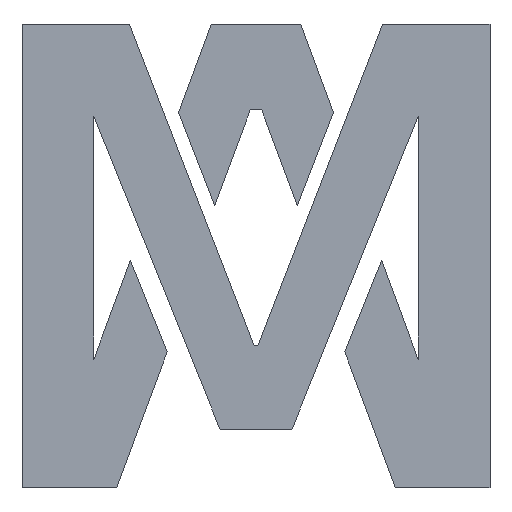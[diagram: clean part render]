
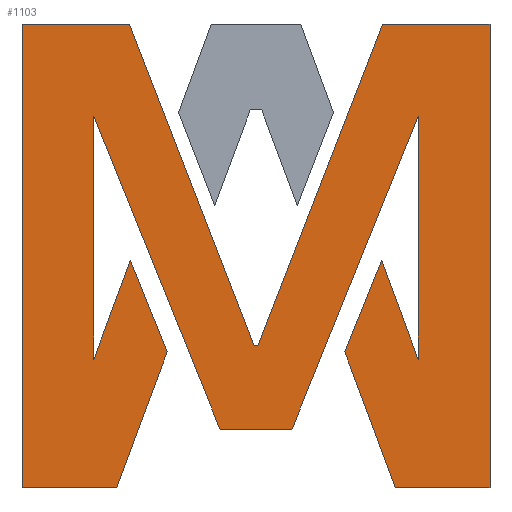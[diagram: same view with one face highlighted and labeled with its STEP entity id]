
A CAD part, front view. The second image highlights one B-rep face of the part: STEP entity #1103.
In plain terms, the highlighted planar face has unit normal (0, -1, 0).
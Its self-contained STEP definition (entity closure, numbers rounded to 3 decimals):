
#35=FACE_OUTER_BOUND('',#99,.T.);
#99=EDGE_LOOP('',(#789,#790,#791,#792,#793,#794,#795,#796,#797,#798,#799,
#800,#801,#802,#803,#804,#805,#806,#807,#808));
#185=LINE('',#1600,#341);
#186=LINE('',#1602,#342);
#187=LINE('',#1604,#343);
#188=LINE('',#1606,#344);
#189=LINE('',#1608,#345);
#190=LINE('',#1610,#346);
#191=LINE('',#1612,#347);
#192=LINE('',#1614,#348);
#193=LINE('',#1616,#349);
#194=LINE('',#1618,#350);
#195=LINE('',#1620,#351);
#196=LINE('',#1622,#352);
#197=LINE('',#1624,#353);
#198=LINE('',#1626,#354);
#199=LINE('',#1628,#355);
#200=LINE('',#1630,#356);
#201=LINE('',#1632,#357);
#202=LINE('',#1634,#358);
#203=LINE('',#1636,#359);
#204=LINE('',#1637,#360);
#341=VECTOR('',#1308,14.529);
#342=VECTOR('',#1309,0.16);
#343=VECTOR('',#1310,14.529);
#344=VECTOR('',#1311,4.524);
#345=VECTOR('',#1312,19.522);
#346=VECTOR('',#1313,3.985);
#347=VECTOR('',#1314,6.104);
#348=VECTOR('',#1315,4.144);
#349=VECTOR('',#1316,4.419);
#350=VECTOR('',#1317,10.227);
#351=VECTOR('',#1318,14.203);
#352=VECTOR('',#1319,3.03);
#353=VECTOR('',#1320,14.203);
#354=VECTOR('',#1321,10.227);
#355=VECTOR('',#1322,4.419);
#356=VECTOR('',#1323,4.144);
#357=VECTOR('',#1324,6.104);
#358=VECTOR('',#1325,3.985);
#359=VECTOR('',#1326,19.522);
#360=VECTOR('',#1327,4.524);
#481=VERTEX_POINT('',#1598);
#482=VERTEX_POINT('',#1599);
#483=VERTEX_POINT('',#1601);
#484=VERTEX_POINT('',#1603);
#485=VERTEX_POINT('',#1605);
#486=VERTEX_POINT('',#1607);
#487=VERTEX_POINT('',#1609);
#488=VERTEX_POINT('',#1611);
#489=VERTEX_POINT('',#1613);
#490=VERTEX_POINT('',#1615);
#491=VERTEX_POINT('',#1617);
#492=VERTEX_POINT('',#1619);
#493=VERTEX_POINT('',#1621);
#494=VERTEX_POINT('',#1623);
#495=VERTEX_POINT('',#1625);
#496=VERTEX_POINT('',#1627);
#497=VERTEX_POINT('',#1629);
#498=VERTEX_POINT('',#1631);
#499=VERTEX_POINT('',#1633);
#500=VERTEX_POINT('',#1635);
#593=EDGE_CURVE('',#481,#482,#185,.T.);
#594=EDGE_CURVE('',#483,#481,#186,.T.);
#595=EDGE_CURVE('',#484,#483,#187,.T.);
#596=EDGE_CURVE('',#485,#484,#188,.T.);
#597=EDGE_CURVE('',#486,#485,#189,.T.);
#598=EDGE_CURVE('',#487,#486,#190,.T.);
#599=EDGE_CURVE('',#488,#487,#191,.T.);
#600=EDGE_CURVE('',#489,#488,#192,.T.);
#601=EDGE_CURVE('',#490,#489,#193,.T.);
#602=EDGE_CURVE('',#491,#490,#194,.T.);
#603=EDGE_CURVE('',#492,#491,#195,.T.);
#604=EDGE_CURVE('',#493,#492,#196,.T.);
#605=EDGE_CURVE('',#494,#493,#197,.T.);
#606=EDGE_CURVE('',#495,#494,#198,.T.);
#607=EDGE_CURVE('',#496,#495,#199,.T.);
#608=EDGE_CURVE('',#497,#496,#200,.T.);
#609=EDGE_CURVE('',#498,#497,#201,.T.);
#610=EDGE_CURVE('',#499,#498,#202,.T.);
#611=EDGE_CURVE('',#500,#499,#203,.T.);
#612=EDGE_CURVE('',#482,#500,#204,.T.);
#789=ORIENTED_EDGE('',*,*,#593,.F.);
#790=ORIENTED_EDGE('',*,*,#594,.F.);
#791=ORIENTED_EDGE('',*,*,#595,.F.);
#792=ORIENTED_EDGE('',*,*,#596,.F.);
#793=ORIENTED_EDGE('',*,*,#597,.F.);
#794=ORIENTED_EDGE('',*,*,#598,.F.);
#795=ORIENTED_EDGE('',*,*,#599,.F.);
#796=ORIENTED_EDGE('',*,*,#600,.F.);
#797=ORIENTED_EDGE('',*,*,#601,.F.);
#798=ORIENTED_EDGE('',*,*,#602,.F.);
#799=ORIENTED_EDGE('',*,*,#603,.F.);
#800=ORIENTED_EDGE('',*,*,#604,.F.);
#801=ORIENTED_EDGE('',*,*,#605,.F.);
#802=ORIENTED_EDGE('',*,*,#606,.F.);
#803=ORIENTED_EDGE('',*,*,#607,.F.);
#804=ORIENTED_EDGE('',*,*,#608,.F.);
#805=ORIENTED_EDGE('',*,*,#609,.F.);
#806=ORIENTED_EDGE('',*,*,#610,.F.);
#807=ORIENTED_EDGE('',*,*,#611,.F.);
#808=ORIENTED_EDGE('',*,*,#612,.F.);
#1039=PLANE('',#1182);
#1103=ADVANCED_FACE('',(#35),#1039,.T.);
#1182=AXIS2_PLACEMENT_3D('',#1597,#1306,#1307);
#1306=DIRECTION('center_axis',(0.,-1.,0.));
#1307=DIRECTION('ref_axis',(1.,0.,0.));
#1308=DIRECTION('',(0.361,0.,0.932));
#1309=DIRECTION('',(1.,0.,0.));
#1310=DIRECTION('',(0.361,0.,-0.932));
#1311=DIRECTION('',(1.,0.,0.));
#1312=DIRECTION('',(0.,0.,1.));
#1313=DIRECTION('',(-1.,0.,0.));
#1314=DIRECTION('',(-0.348,0.,-0.937));
#1315=DIRECTION('',(0.374,0.,-0.927));
#1316=DIRECTION('',(0.347,0.,0.938));
#1317=DIRECTION('',(0.,0.,-1.));
#1318=DIRECTION('',(-0.374,0.,0.927));
#1319=DIRECTION('',(-1.,0.,0.));
#1320=DIRECTION('',(-0.374,0.,-0.927));
#1321=DIRECTION('',(0.,0.,1.));
#1322=DIRECTION('',(0.347,0.,-0.938));
#1323=DIRECTION('',(0.374,0.,0.927));
#1324=DIRECTION('',(-0.348,0.,0.937));
#1325=DIRECTION('',(-1.,0.,0.));
#1326=DIRECTION('',(0.,0.,-1.));
#1327=DIRECTION('',(1.,0.,0.));
#1597=CARTESIAN_POINT('Origin',(0.,-65.177,0.));
#1598=CARTESIAN_POINT('',(3.578,-65.177,114.745));
#1599=CARTESIAN_POINT('',(8.825,-65.177,128.293));
#1600=CARTESIAN_POINT('',(3.578,-65.177,114.745));
#1601=CARTESIAN_POINT('',(3.417,-65.177,114.745));
#1602=CARTESIAN_POINT('',(3.417,-65.177,114.745));
#1603=CARTESIAN_POINT('',(-1.83,-65.177,128.293));
#1604=CARTESIAN_POINT('',(-1.83,-65.177,128.293));
#1605=CARTESIAN_POINT('',(-6.354,-65.177,128.293));
#1606=CARTESIAN_POINT('',(-6.354,-65.177,128.293));
#1607=CARTESIAN_POINT('',(-6.354,-65.177,108.771));
#1608=CARTESIAN_POINT('',(-6.354,-65.177,108.771));
#1609=CARTESIAN_POINT('',(-2.368,-65.177,108.771));
#1610=CARTESIAN_POINT('',(-2.368,-65.177,108.771));
#1611=CARTESIAN_POINT('',(-0.243,-65.177,114.493));
#1612=CARTESIAN_POINT('',(-0.243,-65.177,114.493));
#1613=CARTESIAN_POINT('',(-1.793,-65.177,118.336));
#1614=CARTESIAN_POINT('',(-1.793,-65.177,118.336));
#1615=CARTESIAN_POINT('',(-3.328,-65.177,114.192));
#1616=CARTESIAN_POINT('',(-3.328,-65.177,114.192));
#1617=CARTESIAN_POINT('',(-3.328,-65.177,124.419));
#1618=CARTESIAN_POINT('',(-3.328,-65.177,124.419));
#1619=CARTESIAN_POINT('',(1.982,-65.177,111.246));
#1620=CARTESIAN_POINT('',(1.982,-65.177,111.246));
#1621=CARTESIAN_POINT('',(5.013,-65.177,111.246));
#1622=CARTESIAN_POINT('',(5.013,-65.177,111.246));
#1623=CARTESIAN_POINT('',(10.322,-65.177,124.419));
#1624=CARTESIAN_POINT('',(10.322,-65.177,124.419));
#1625=CARTESIAN_POINT('',(10.322,-65.177,114.192));
#1626=CARTESIAN_POINT('',(10.322,-65.177,114.192));
#1627=CARTESIAN_POINT('',(8.788,-65.177,118.336));
#1628=CARTESIAN_POINT('',(8.788,-65.177,118.336));
#1629=CARTESIAN_POINT('',(7.238,-65.177,114.493));
#1630=CARTESIAN_POINT('',(7.238,-65.177,114.493));
#1631=CARTESIAN_POINT('',(9.363,-65.177,108.771));
#1632=CARTESIAN_POINT('',(9.363,-65.177,108.771));
#1633=CARTESIAN_POINT('',(13.349,-65.177,108.771));
#1634=CARTESIAN_POINT('',(13.349,-65.177,108.771));
#1635=CARTESIAN_POINT('',(13.349,-65.177,128.293));
#1636=CARTESIAN_POINT('',(13.349,-65.177,128.293));
#1637=CARTESIAN_POINT('',(8.825,-65.177,128.293));
